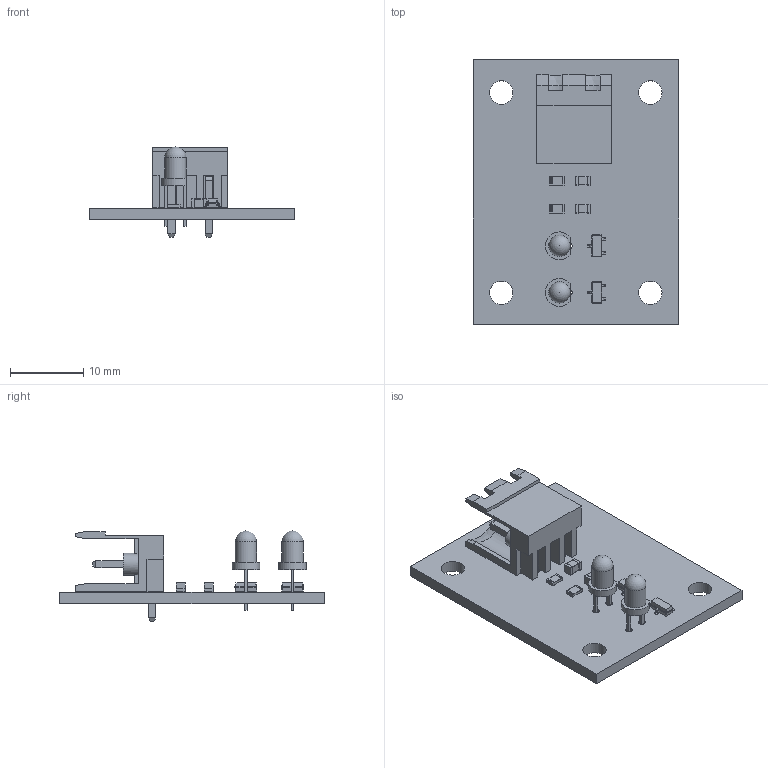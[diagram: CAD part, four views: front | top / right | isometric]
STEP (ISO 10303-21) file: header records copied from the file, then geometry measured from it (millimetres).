
FILE_DESCRIPTION(('KiCad electronic assembly'),'2;1');
FILE_NAME('multivibrator.step','2024-09-06T11:35:07',('Pcbnew'),('Kicad' ),'Open CASCADE STEP processor 7.8','KiCad to STEP converter', 'Unknown');
FILE_SCHEMA(('AUTOMOTIVE_DESIGN { 1 0 10303 214 1 1 1 1 }'));
Length unit declared in the file: millimetre
Products named in the file (12): multivibrator 1; LED_D3.0mm_IRBlack; C_0805_2012Metric; SOT-23; SOT_23; R_0805_2012Metric; KLS2-EDR-5.08-02P-4; _autosave-multivibrator_PCB
Assembly tree (15 placements, depth 3):
  multivibrator 1
    LED_D3.0mm_IRBlack  x2
      LED_D3.0mm_IRBlack
    C_0805_2012Metric  x2
      C_0805_2012Metric
    SOT-23  x2
      SOT_23
    R_0805_2012Metric  x2
      R_0805_2012Metric
    KLS2-EDR-5.08-02P-4
      KLS2-EDR-5.08-02P-4
    _autosave-multivibrator_PCB
Bounding box: 28 x 36 x 12.3 mm (x, y, z)
Volume: 2027.2 mm3; surface area: 3348.6 mm2
Topology: 10 solids, 10 shells, 423 faces, 1059 edges, 668 vertices
Faces by surface type: plane 279, cylinder 86, bspline 54, sphere 2, cone 2
Full cylindrical faces by diameter (mm): 0.9 x4, 1.7 x2, 2.9 x2, 3.2 x4
Entity records: 9786 total; most frequent: CARTESIAN_POINT 1568, ORIENTED_EDGE 1406, DIRECTION 1318, EDGE_CURVE 703, LINE 548, VECTOR 548, VERTEX_POINT 447, AXIS2_PLACEMENT_3D 385
